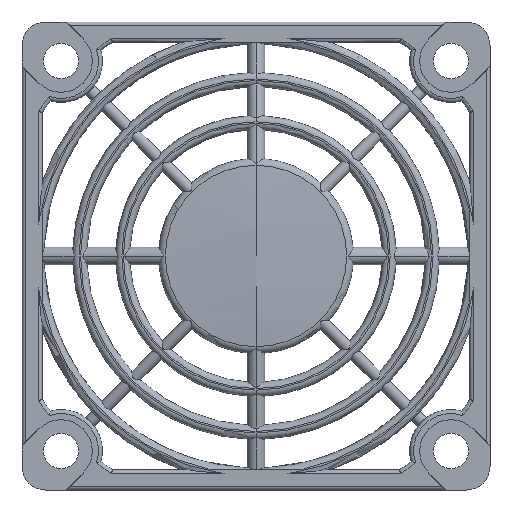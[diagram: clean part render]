
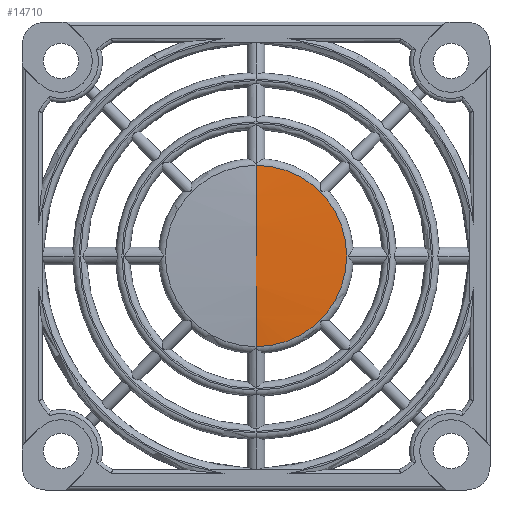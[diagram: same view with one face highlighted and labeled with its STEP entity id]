
A CAD part, front view. The second image highlights one B-rep face of the part: STEP entity #14710.
In plain terms, the highlighted spherical face has radius 134.6 mm.
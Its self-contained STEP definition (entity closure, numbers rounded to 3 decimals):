
#7287=CARTESIAN_POINT('',(0.,127.6,0.));
#7288=DIRECTION('',(1.,0.,0.));
#7289=DIRECTION('',(0.,-0.996,0.086));
#7290=AXIS2_PLACEMENT_3D('',#7287,#7288,#7289);
#7292=CARTESIAN_POINT('',(0.,-6.496,0.));
#7293=DIRECTION('',(0.,1.,0.));
#7294=DIRECTION('',(0.,0.,1.));
#7295=AXIS2_PLACEMENT_3D('',#7292,#7293,#7294);
#7297=CARTESIAN_POINT('',(0.,127.6,0.));
#7298=DIRECTION('',(-1.,0.,0.));
#7299=DIRECTION('',(0.,-0.996,-0.086));
#7300=AXIS2_PLACEMENT_3D('',#7297,#7298,#7299);
#7693=CARTESIAN_POINT('',(0.,-6.496,11.632));
#7694=CARTESIAN_POINT('',(0.,-7.,0.));
#7695=VERTEX_POINT('',#7693);
#7696=VERTEX_POINT('',#7694);
#7699=CARTESIAN_POINT('',(0.,-6.496,-11.632));
#7700=VERTEX_POINT('',#7699);
#14698=CARTESIAN_POINT('',(0.,127.6,0.));
#14699=DIRECTION('',(0.,-1.,0.));
#14700=DIRECTION('',(0.,0.,1.));
#14701=AXIS2_PLACEMENT_3D('',#14698,#14699,#14700);
#14702=SPHERICAL_SURFACE('',#14701,134.6);
#14704=ORIENTED_EDGE('',*,*,#14703,.F.);
#14705=ORIENTED_EDGE('',*,*,#14565,.T.);
#14707=ORIENTED_EDGE('',*,*,#14706,.T.);
#14708=EDGE_LOOP('',(#14704,#14705,#14707));
#14709=FACE_OUTER_BOUND('',#14708,.F.);
#14710=ADVANCED_FACE('',(#14709),#14702,.T.);
#7291=CIRCLE('',#7290,134.6);
#7296=CIRCLE('',#7295,11.632);
#7301=CIRCLE('',#7300,134.6);
#14565=EDGE_CURVE('',#7695,#7700,#7296,.T.);
#14703=EDGE_CURVE('',#7695,#7696,#7291,.T.);
#14706=EDGE_CURVE('',#7700,#7696,#7301,.T.);
